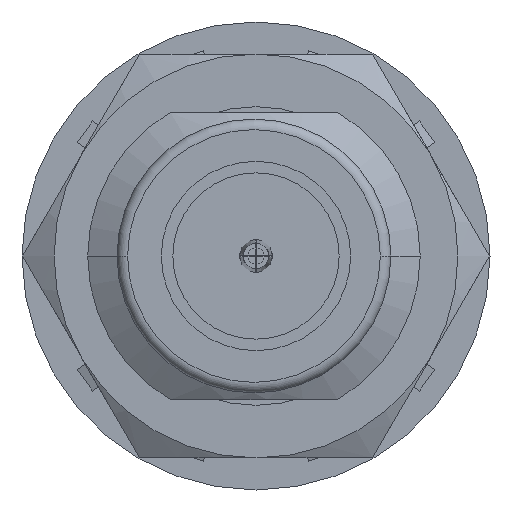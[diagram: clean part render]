
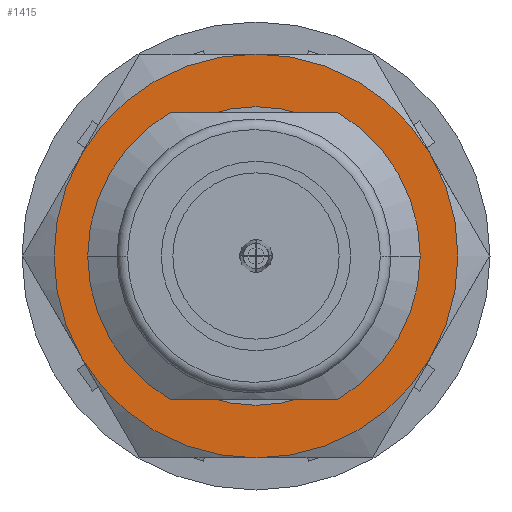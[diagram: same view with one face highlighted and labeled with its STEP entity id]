
A CAD part, left-side view. The second image highlights one B-rep face of the part: STEP entity #1415.
In plain terms, the highlighted planar face has unit normal (-1, 0, 0).
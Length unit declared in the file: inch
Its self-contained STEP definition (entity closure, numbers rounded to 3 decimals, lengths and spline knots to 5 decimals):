
#8 = CARTESIAN_POINT ( 'NONE',  ( -0.10167, -0.32877, -0.18982 ) ) ;
#1415 = ADVANCED_FACE ( 'NONE', ( #7104, #43943 ), #50538, .T. ) ;
#1783 = EDGE_CURVE ( 'NONE', #33323, #44198, #9852, .T. ) ;
#3502 = DIRECTION ( 'NONE',  ( 0., 0., 1. ) ) ;
#3716 = DIRECTION ( 'NONE',  ( 1., 0., 0. ) ) ;
#5738 = AXIS2_PLACEMENT_3D ( 'NONE', #55158, #74263, #70589 ) ;
#6301 = AXIS2_PLACEMENT_3D ( 'NONE', #45700, #38798, #3502 ) ;
#6614 = AXIS2_PLACEMENT_3D ( 'NONE', #26928, #68232, #73925 ) ;
#7104 = FACE_BOUND ( 'NONE', #66277, .T. ) ;
#7264 = VERTEX_POINT ( 'NONE', #33329 ) ;
#8561 = CIRCLE ( 'NONE', #30284, 0.37963 ) ;
#8586 = EDGE_CURVE ( 'NONE', #70223, #43999, #49963, .T. ) ;
#9680 = DIRECTION ( 'NONE',  ( -1., 0., 0. ) ) ;
#9852 = CIRCLE ( 'NONE', #6301, 0.37963 ) ;
#10148 = AXIS2_PLACEMENT_3D ( 'NONE', #65370, #35224, #41648 ) ;
#11052 = ORIENTED_EDGE ( 'NONE', *, *, #8586, .T. ) ;
#11541 = ORIENTED_EDGE ( 'NONE', *, *, #1783, .T. ) ;
#14872 = CIRCLE ( 'NONE', #69292, 0.37963 ) ;
#15585 = DIRECTION ( 'NONE',  ( 0., 0., -1. ) ) ;
#15873 = ORIENTED_EDGE ( 'NONE', *, *, #23094, .T. ) ;
#16972 = CARTESIAN_POINT ( 'NONE',  ( -0.10167, 0., 0. ) ) ;
#20269 = ORIENTED_EDGE ( 'NONE', *, *, #63711, .T. ) ;
#20964 = CARTESIAN_POINT ( 'NONE',  ( -0.10167, -0.32877, 0.18982 ) ) ;
#22342 = DIRECTION ( 'NONE',  ( -1., 0., 0. ) ) ;
#23094 = EDGE_CURVE ( 'NONE', #7264, #58010, #47850, .T. ) ;
#26444 = AXIS2_PLACEMENT_3D ( 'NONE', #16972, #22342, #52524 ) ;
#26928 = CARTESIAN_POINT ( 'NONE',  ( -0.10167, 0., 0. ) ) ;
#27407 = CARTESIAN_POINT ( 'NONE',  ( -0.10167, 0., -0.28063 ) ) ;
#29082 = ORIENTED_EDGE ( 'NONE', *, *, #42796, .T. ) ;
#29549 = VERTEX_POINT ( 'NONE', #44255 ) ;
#30284 = AXIS2_PLACEMENT_3D ( 'NONE', #44904, #9680, #63205 ) ;
#30957 = CIRCLE ( 'NONE', #26444, 0.37963 ) ;
#33323 = VERTEX_POINT ( 'NONE', #53174 ) ;
#33329 = CARTESIAN_POINT ( 'NONE',  ( -0.10167, 0., -0.37963 ) ) ;
#33918 = EDGE_LOOP ( 'NONE', ( #39739, #11541, #53347, #29082, #15873, #20269 ) ) ;
#34818 = CIRCLE ( 'NONE', #6614, 0.37963 ) ;
#35224 = DIRECTION ( 'NONE',  ( -1., 0., 0. ) ) ;
#37704 = CARTESIAN_POINT ( 'NONE',  ( -0.10167, 0.32877, 0.18982 ) ) ;
#37972 = DIRECTION ( 'NONE',  ( 0., 0., 1. ) ) ;
#38195 = EDGE_CURVE ( 'NONE', #44253, #33323, #14872, .T. ) ;
#38798 = DIRECTION ( 'NONE',  ( -1., 0., 0. ) ) ;
#39070 = DIRECTION ( 'NONE',  ( 0., 0., -1. ) ) ;
#39739 = ORIENTED_EDGE ( 'NONE', *, *, #38195, .T. ) ;
#41605 = CARTESIAN_POINT ( 'NONE',  ( -0.10167, 0., 0.28063 ) ) ;
#41648 = DIRECTION ( 'NONE',  ( 0., 0., 1. ) ) ;
#42796 = EDGE_CURVE ( 'NONE', #29549, #7264, #34818, .T. ) ;
#43943 = FACE_OUTER_BOUND ( 'NONE', #33918, .T. ) ;
#43999 = VERTEX_POINT ( 'NONE', #41605 ) ;
#44198 = VERTEX_POINT ( 'NONE', #37704 ) ;
#44253 = VERTEX_POINT ( 'NONE', #20964 ) ;
#44255 = CARTESIAN_POINT ( 'NONE',  ( -0.10167, 0.32877, -0.18982 ) ) ;
#44904 = CARTESIAN_POINT ( 'NONE',  ( -0.10167, 0., 0. ) ) ;
#45700 = CARTESIAN_POINT ( 'NONE',  ( -0.10167, 0., 0. ) ) ;
#47850 = CIRCLE ( 'NONE', #10148, 0.37963 ) ;
#49615 = CARTESIAN_POINT ( 'NONE',  ( -0.10167, 0., 0. ) ) ;
#49963 = CIRCLE ( 'NONE', #70174, 0.28063 ) ;
#50538 = PLANE ( 'NONE',  #5738 ) ;
#52524 = DIRECTION ( 'NONE',  ( 0., 0., 1. ) ) ;
#53174 = CARTESIAN_POINT ( 'NONE',  ( -0.10167, 0., 0.37963 ) ) ;
#53347 = ORIENTED_EDGE ( 'NONE', *, *, #69859, .T. ) ;
#55158 = CARTESIAN_POINT ( 'NONE',  ( -0.10167, 0.28063, 0. ) ) ;
#55273 = DIRECTION ( 'NONE',  ( -1., 0., 0. ) ) ;
#56250 = CARTESIAN_POINT ( 'NONE',  ( -0.10167, 0., 0. ) ) ;
#58010 = VERTEX_POINT ( 'NONE', #8 ) ;
#63205 = DIRECTION ( 'NONE',  ( 0., 0., 1. ) ) ;
#63711 = EDGE_CURVE ( 'NONE', #58010, #44253, #8561, .T. ) ;
#64242 = ORIENTED_EDGE ( 'NONE', *, *, #67585, .T. ) ;
#65370 = CARTESIAN_POINT ( 'NONE',  ( -0.10167, 0., 0. ) ) ;
#66277 = EDGE_LOOP ( 'NONE', ( #11052, #64242 ) ) ;
#66789 = AXIS2_PLACEMENT_3D ( 'NONE', #56250, #3716, #15585 ) ;
#67585 = EDGE_CURVE ( 'NONE', #43999, #70223, #69979, .T. ) ;
#68200 = CARTESIAN_POINT ( 'NONE',  ( -0.10167, 0., 0. ) ) ;
#68232 = DIRECTION ( 'NONE',  ( -1., 0., 0. ) ) ;
#69292 = AXIS2_PLACEMENT_3D ( 'NONE', #49615, #55273, #37972 ) ;
#69859 = EDGE_CURVE ( 'NONE', #44198, #29549, #30957, .T. ) ;
#69979 = CIRCLE ( 'NONE', #66789, 0.28063 ) ;
#70174 = AXIS2_PLACEMENT_3D ( 'NONE', #68200, #74653, #39070 ) ;
#70223 = VERTEX_POINT ( 'NONE', #27407 ) ;
#70589 = DIRECTION ( 'NONE',  ( 0., 0., 1. ) ) ;
#73925 = DIRECTION ( 'NONE',  ( 0., 0., 1. ) ) ;
#74263 = DIRECTION ( 'NONE',  ( -1., 0., 0. ) ) ;
#74653 = DIRECTION ( 'NONE',  ( 1., 0., 0. ) ) ;
